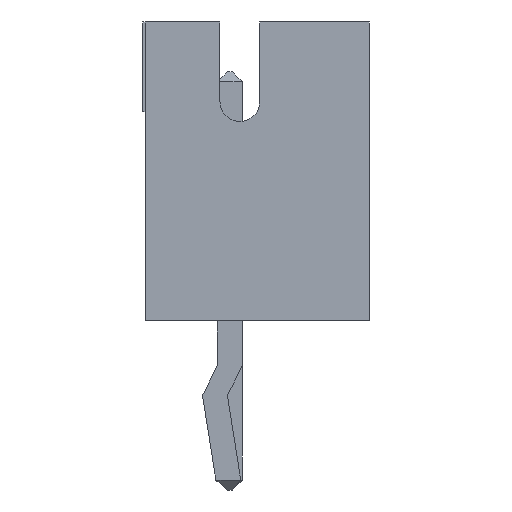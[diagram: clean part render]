
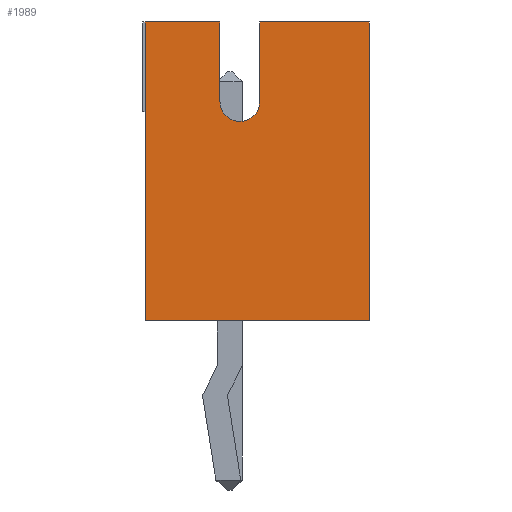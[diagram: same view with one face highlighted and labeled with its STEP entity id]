
A CAD part, left-side view. The second image highlights one B-rep face of the part: STEP entity #1989.
In plain terms, the highlighted planar face has unit normal (-1, 0, 0).
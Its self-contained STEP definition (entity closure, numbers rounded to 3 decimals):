
#167 = VERTEX_POINT('',#168);
#168 = CARTESIAN_POINT('',(-1.95,1.7,6.));
#174 = EDGE_CURVE('',#175,#167,#177,.T.);
#175 = VERTEX_POINT('',#176);
#176 = CARTESIAN_POINT('',(-1.95,1.7,0.));
#177 = LINE('',#178,#179);
#178 = CARTESIAN_POINT('',(-1.95,1.7,0.));
#179 = VECTOR('',#180,1.);
#180 = DIRECTION('',(0.,0.,1.));
#583 = VERTEX_POINT('',#584);
#584 = CARTESIAN_POINT('',(-1.95,-2.8,0.));
#592 = EDGE_CURVE('',#583,#593,#595,.T.);
#593 = VERTEX_POINT('',#594);
#594 = CARTESIAN_POINT('',(-1.95,-2.8,6.));
#595 = LINE('',#596,#597);
#596 = CARTESIAN_POINT('',(-1.95,-2.8,0.));
#597 = VECTOR('',#598,1.);
#598 = DIRECTION('',(0.,0.,1.));
#1979 = EDGE_CURVE('',#175,#583,#1980,.T.);
#1980 = LINE('',#1981,#1982);
#1981 = CARTESIAN_POINT('',(-1.95,1.7,0.));
#1982 = VECTOR('',#1983,1.);
#1983 = DIRECTION('',(0.,-1.,0.));
#1989 = ADVANCED_FACE('',(#1990),#2034,.F.);
#1990 = FACE_BOUND('',#1991,.F.);
#1991 = EDGE_LOOP('',(#1992,#1993,#1994,#2002,#2010,#2019,#2027,#2033));
#1992 = ORIENTED_EDGE('',*,*,#1979,.F.);
#1993 = ORIENTED_EDGE('',*,*,#174,.T.);
#1994 = ORIENTED_EDGE('',*,*,#1995,.T.);
#1995 = EDGE_CURVE('',#167,#1996,#1998,.T.);
#1996 = VERTEX_POINT('',#1997);
#1997 = CARTESIAN_POINT('',(-1.95,0.2,6.));
#1998 = LINE('',#1999,#2000);
#1999 = CARTESIAN_POINT('',(-1.95,1.7,6.));
#2000 = VECTOR('',#2001,1.);
#2001 = DIRECTION('',(0.,-1.,0.));
#2002 = ORIENTED_EDGE('',*,*,#2003,.T.);
#2003 = EDGE_CURVE('',#1996,#2004,#2006,.T.);
#2004 = VERTEX_POINT('',#2005);
#2005 = CARTESIAN_POINT('',(-1.95,0.2,4.4));
#2006 = LINE('',#2007,#2008);
#2007 = CARTESIAN_POINT('',(-1.95,0.2,3.));
#2008 = VECTOR('',#2009,1.);
#2009 = DIRECTION('',(0.,0.,-1.));
#2010 = ORIENTED_EDGE('',*,*,#2011,.F.);
#2011 = EDGE_CURVE('',#2012,#2004,#2014,.T.);
#2012 = VERTEX_POINT('',#2013);
#2013 = CARTESIAN_POINT('',(-1.95,-0.6,4.4));
#2014 = CIRCLE('',#2015,0.4);
#2015 = AXIS2_PLACEMENT_3D('',#2016,#2017,#2018);
#2016 = CARTESIAN_POINT('',(-1.95,-0.2,4.4));
#2017 = DIRECTION('',(1.,0.,0.));
#2018 = DIRECTION('',(0.,1.,0.));
#2019 = ORIENTED_EDGE('',*,*,#2020,.T.);
#2020 = EDGE_CURVE('',#2012,#2021,#2023,.T.);
#2021 = VERTEX_POINT('',#2022);
#2022 = CARTESIAN_POINT('',(-1.95,-0.6,6.));
#2023 = LINE('',#2024,#2025);
#2024 = CARTESIAN_POINT('',(-1.95,-0.6,2.2));
#2025 = VECTOR('',#2026,1.);
#2026 = DIRECTION('',(0.,0.,1.));
#2027 = ORIENTED_EDGE('',*,*,#2028,.T.);
#2028 = EDGE_CURVE('',#2021,#593,#2029,.T.);
#2029 = LINE('',#2030,#2031);
#2030 = CARTESIAN_POINT('',(-1.95,1.7,6.));
#2031 = VECTOR('',#2032,1.);
#2032 = DIRECTION('',(0.,-1.,0.));
#2033 = ORIENTED_EDGE('',*,*,#592,.F.);
#2034 = PLANE('',#2035);
#2035 = AXIS2_PLACEMENT_3D('',#2036,#2037,#2038);
#2036 = CARTESIAN_POINT('',(-1.95,1.7,0.));
#2037 = DIRECTION('',(1.,0.,0.));
#2038 = DIRECTION('',(0.,-1.,0.));
